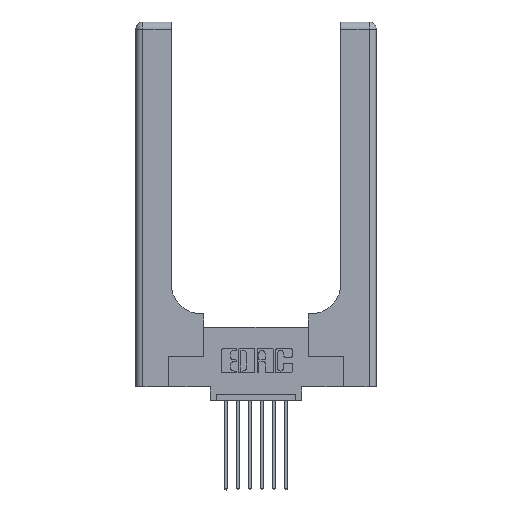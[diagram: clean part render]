
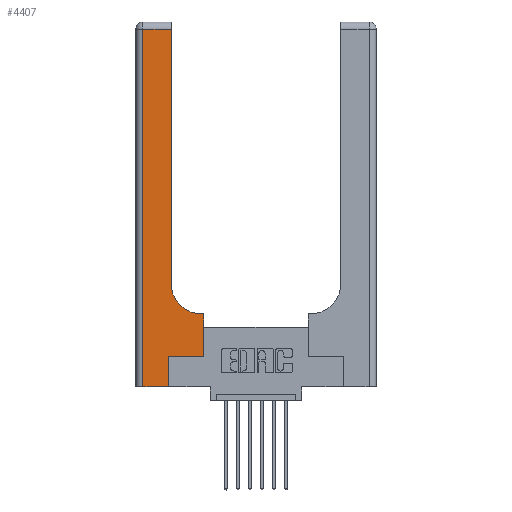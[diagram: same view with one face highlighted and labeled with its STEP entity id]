
A CAD part, top view. The second image highlights one B-rep face of the part: STEP entity #4407.
In plain terms, the highlighted planar face has unit normal (0, 0, 1).
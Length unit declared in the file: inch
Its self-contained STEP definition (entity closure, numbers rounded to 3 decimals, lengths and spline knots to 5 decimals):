
#293 = CARTESIAN_POINT ( 'NONE',  ( 0.2915, 0.85, 0.37 ) ) ;
#337 = EDGE_CURVE ( 'NONE', #1407, #9797, #9993, .T. ) ;
#384 = VERTEX_POINT ( 'NONE', #8741 ) ;
#484 = FACE_OUTER_BOUND ( 'NONE', #3027, .T. ) ;
#830 = CARTESIAN_POINT ( 'NONE',  ( 0.269, 0., 0.37 ) ) ;
#1235 = EDGE_CURVE ( 'NONE', #13119, #5992, #3974, .T. ) ;
#1407 = VERTEX_POINT ( 'NONE', #10603 ) ;
#1473 = VERTEX_POINT ( 'NONE', #6260 ) ;
#1894 = VECTOR ( 'NONE', #9503, 39.37008 ) ;
#2070 = VECTOR ( 'NONE', #13323, 39.37008 ) ;
#2286 = EDGE_CURVE ( 'NONE', #7603, #11056, #4295, .T. ) ;
#2337 = ORIENTED_EDGE ( 'NONE', *, *, #5240, .T. ) ;
#2523 = CARTESIAN_POINT ( 'NONE',  ( 0.2915, 2.94, 0.37 ) ) ;
#2544 = CARTESIAN_POINT ( 'NONE',  ( 0.5585, 0.6, 0.37 ) ) ;
#2597 = LINE ( 'NONE', #13905, #1894 ) ;
#3027 = EDGE_LOOP ( 'NONE', ( #14154, #4769, #13632, #2337, #12530, #14045, #5459, #6720, #4987 ) ) ;
#3974 = LINE ( 'NONE', #12858, #5385 ) ;
#4295 = LINE ( 'NONE', #5505, #9947 ) ;
#4407 = ADVANCED_FACE ( 'NONE', ( #484 ), #12925, .F. ) ;
#4690 = DIRECTION ( 'NONE',  ( 0., 0., -1. ) ) ;
#4769 = ORIENTED_EDGE ( 'NONE', *, *, #11131, .T. ) ;
#4987 = ORIENTED_EDGE ( 'NONE', *, *, #6374, .T. ) ;
#5113 = DIRECTION ( 'NONE',  ( 0., 0., -1. ) ) ;
#5240 = EDGE_CURVE ( 'NONE', #384, #14450, #2597, .T. ) ;
#5343 = CARTESIAN_POINT ( 'NONE',  ( 0.5585, 0.25, 0.37 ) ) ;
#5385 = VECTOR ( 'NONE', #7320, 39.37008 ) ;
#5407 = EDGE_CURVE ( 'NONE', #9797, #13119, #14615, .T. ) ;
#5427 = EDGE_CURVE ( 'NONE', #1473, #384, #10725, .T. ) ;
#5459 = ORIENTED_EDGE ( 'NONE', *, *, #5407, .T. ) ;
#5505 = CARTESIAN_POINT ( 'NONE',  ( 0.2915, 3., 0.37 ) ) ;
#5992 = VERTEX_POINT ( 'NONE', #10862 ) ;
#6260 = CARTESIAN_POINT ( 'NONE',  ( 0.06, 2.94, 0.37 ) ) ;
#6374 = EDGE_CURVE ( 'NONE', #5992, #7603, #13919, .T. ) ;
#6720 = ORIENTED_EDGE ( 'NONE', *, *, #1235, .T. ) ;
#6726 = LINE ( 'NONE', #7072, #11496 ) ;
#7072 = CARTESIAN_POINT ( 'NONE',  ( 0., 2.94, 0.37 ) ) ;
#7320 = DIRECTION ( 'NONE',  ( -1., 0., 0. ) ) ;
#7603 = VERTEX_POINT ( 'NONE', #293 ) ;
#7719 = EDGE_CURVE ( 'NONE', #14450, #1407, #9275, .T. ) ;
#8219 = AXIS2_PLACEMENT_3D ( 'NONE', #14071, #5113, #8271 ) ;
#8242 = DIRECTION ( 'NONE',  ( 1., 0., 0. ) ) ;
#8248 = DIRECTION ( 'NONE',  ( -1., 0., 0. ) ) ;
#8271 = DIRECTION ( 'NONE',  ( -1., 0., 0. ) ) ;
#8380 = VECTOR ( 'NONE', #10931, 39.37008 ) ;
#8741 = CARTESIAN_POINT ( 'NONE',  ( 0.06, 0., 0.37 ) ) ;
#8958 = DIRECTION ( 'NONE',  ( 0., 1., 0. ) ) ;
#9275 = LINE ( 'NONE', #830, #8380 ) ;
#9503 = DIRECTION ( 'NONE',  ( 1., 0., 0. ) ) ;
#9797 = VERTEX_POINT ( 'NONE', #5343 ) ;
#9947 = VECTOR ( 'NONE', #8958, 39.37008 ) ;
#9993 = LINE ( 'NONE', #10661, #13521 ) ;
#10603 = CARTESIAN_POINT ( 'NONE',  ( 0.269, 0.25, 0.37 ) ) ;
#10661 = CARTESIAN_POINT ( 'NONE',  ( 0.269, 0.25, 0.37 ) ) ;
#10725 = LINE ( 'NONE', #10892, #12144 ) ;
#10862 = CARTESIAN_POINT ( 'NONE',  ( 0.5415, 0.6, 0.37 ) ) ;
#10892 = CARTESIAN_POINT ( 'NONE',  ( 0.06, 3., 0.37 ) ) ;
#10931 = DIRECTION ( 'NONE',  ( 0., 1., 0. ) ) ;
#11056 = VERTEX_POINT ( 'NONE', #2523 ) ;
#11131 = EDGE_CURVE ( 'NONE', #11056, #1473, #6726, .T. ) ;
#11466 = CARTESIAN_POINT ( 'NONE',  ( 0.5415, 0.85, 0.37 ) ) ;
#11496 = VECTOR ( 'NONE', #8248, 39.37008 ) ;
#11658 = DIRECTION ( 'NONE',  ( 1., 0., 0. ) ) ;
#12074 = DIRECTION ( 'NONE',  ( 0., -1., 0. ) ) ;
#12144 = VECTOR ( 'NONE', #12074, 39.37008 ) ;
#12530 = ORIENTED_EDGE ( 'NONE', *, *, #7719, .T. ) ;
#12858 = CARTESIAN_POINT ( 'NONE',  ( 0.2915, 0.6, 0.37 ) ) ;
#12925 = PLANE ( 'NONE',  #8219 ) ;
#13119 = VERTEX_POINT ( 'NONE', #2544 ) ;
#13173 = CARTESIAN_POINT ( 'NONE',  ( 0.5585, 0.25, 0.37 ) ) ;
#13323 = DIRECTION ( 'NONE',  ( 0., 1., 0. ) ) ;
#13367 = AXIS2_PLACEMENT_3D ( 'NONE', #11466, #4690, #8242 ) ;
#13521 = VECTOR ( 'NONE', #11658, 39.37008 ) ;
#13632 = ORIENTED_EDGE ( 'NONE', *, *, #5427, .T. ) ;
#13905 = CARTESIAN_POINT ( 'NONE',  ( 0., 0., 0.37 ) ) ;
#13919 = CIRCLE ( 'NONE', #13367, 0.25 ) ;
#14045 = ORIENTED_EDGE ( 'NONE', *, *, #337, .T. ) ;
#14071 = CARTESIAN_POINT ( 'NONE',  ( 0., 3., 0.37 ) ) ;
#14154 = ORIENTED_EDGE ( 'NONE', *, *, #2286, .T. ) ;
#14236 = CARTESIAN_POINT ( 'NONE',  ( 0.269, 0., 0.37 ) ) ;
#14450 = VERTEX_POINT ( 'NONE', #14236 ) ;
#14615 = LINE ( 'NONE', #13173, #2070 ) ;
